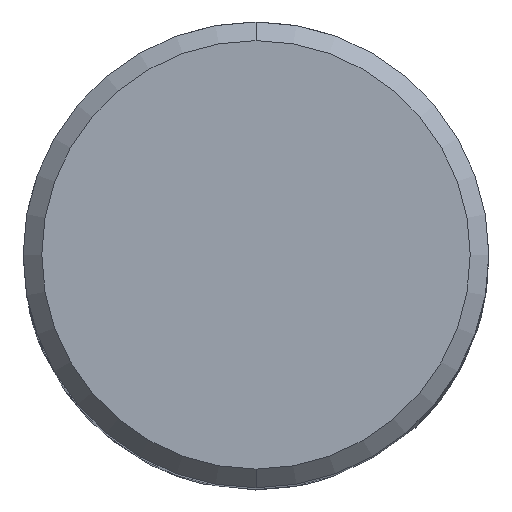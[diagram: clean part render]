
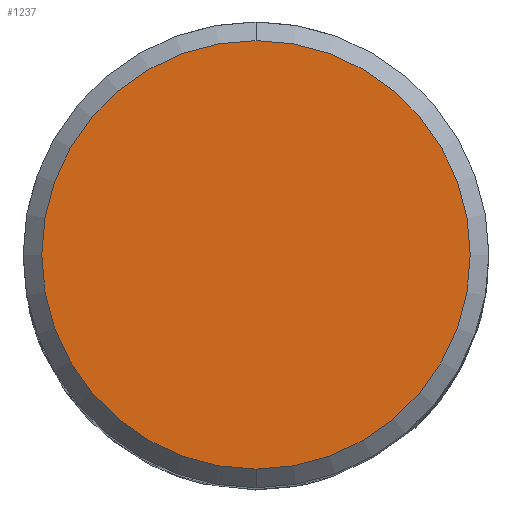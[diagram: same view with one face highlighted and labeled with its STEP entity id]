
A CAD part, top view. The second image highlights one B-rep face of the part: STEP entity #1237.
In plain terms, the highlighted planar face has unit normal (0, 0, 1).
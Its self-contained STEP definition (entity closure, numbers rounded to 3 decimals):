
#705=EDGE_CURVE('',#859,#1519,#1751,.T.);
#859=VERTEX_POINT('',#1921);
#1103=EDGE_CURVE('',#1519,#859,#2191,.T.);
#1237=ADVANCED_FACE('',(#2334),#2335,.T.);
#1519=VERTEX_POINT('',#2638);
#1751=CIRCLE('',#3565,11.5);
#1921=CARTESIAN_POINT('',(0.,-11.5,0.0));
#2191=CIRCLE('',#6189,11.5);
#2334=FACE_OUTER_BOUND('',#7044,.T.);
#2335=PLANE('',#7045);
#2638=CARTESIAN_POINT('',(0.0,11.5,0.0));
#3565=AXIS2_PLACEMENT_3D('',#9203,#9204,#9205);
#6189=AXIS2_PLACEMENT_3D('',#9738,#9739,#9740);
#7044=EDGE_LOOP('',(#9865,#9866));
#7045=AXIS2_PLACEMENT_3D('',#9867,#9868,#9869);
#9203=CARTESIAN_POINT('',(0.0,0.0,0.0));
#9204=DIRECTION('',(0.0,0.0,-1.0));
#9205=DIRECTION('',(0.0,1.0,0.0));
#9738=CARTESIAN_POINT('',(0.0,0.0,0.0));
#9739=DIRECTION('',(0.0,0.0,-1.0));
#9740=DIRECTION('',(0.0,1.0,0.0));
#9865=ORIENTED_EDGE('',*,*,#1103,.F.);
#9866=ORIENTED_EDGE('',*,*,#705,.F.);
#9867=CARTESIAN_POINT('',(0.0,5.75,0.0));
#9868=DIRECTION('',(-0.0,0.0,1.0));
#9869=DIRECTION('',(0.0,-1.0,0.0));
